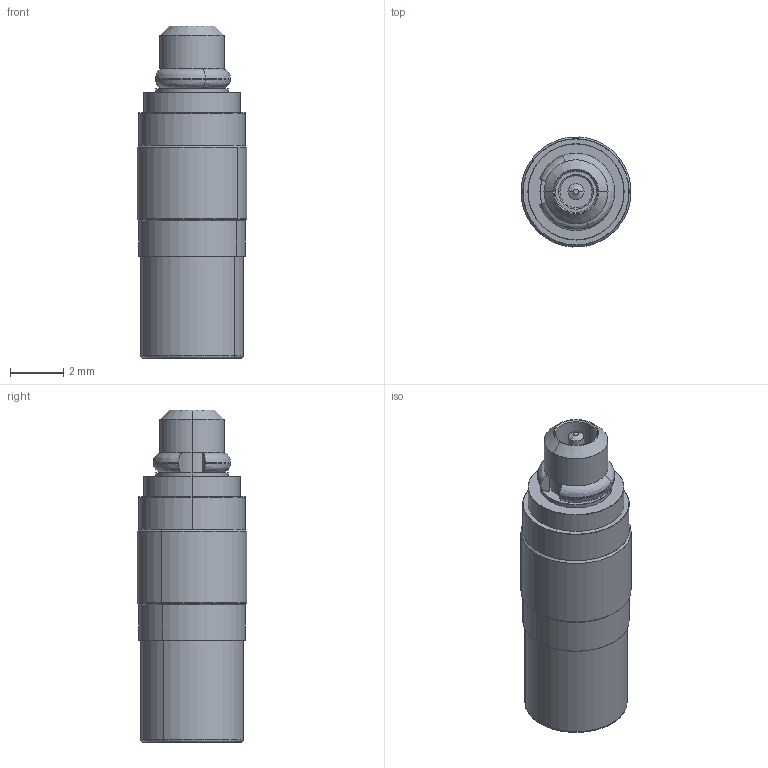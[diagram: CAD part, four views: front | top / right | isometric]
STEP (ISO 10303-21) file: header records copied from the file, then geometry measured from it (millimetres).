
FILE_DESCRIPTION (( 'STEP AP203' ), '1' );
FILE_NAME ('FMAD1308_3D.STEP', '2022-03-18T19:00:56', ( '' ), ( '' ), 'SwSTEP 2.0', 'SolidWorks 2021', '' );
FILE_SCHEMA (( 'CONFIG_CONTROL_DESIGN' ));
Length unit declared in the file: inch
Products named in the file (5): Copy of MMCX ring^FMAD1308; Copy of MMCX Jack^FMAD1308; Copy of MMCX Plug_body^FMAD1308; Copy of Contact MMCX Plug^FMAD1308; FMAD1308_3D
Assembly tree (4 placements, depth 2):
  FMAD1308_3D
    Copy of MMCX Plug_body^FMAD1308
    Copy of MMCX Jack^FMAD1308
    Copy of MMCX ring^FMAD1308
    Copy of Contact MMCX Plug^FMAD1308
Bounding box: 4.12 x 4.12 x 12.44 mm (x, y, z)
Volume: 120.5 mm3; surface area: 256.1 mm2
Topology: 4 solids, 4 shells, 126 faces, 272 edges, 167 vertices
Faces by surface type: cylinder 50, plane 29, cone 23, torus 12, bspline 12
Entity records: 4288 total; most frequent: CARTESIAN_POINT 940, DIRECTION 665, ORIENTED_EDGE 544, AXIS2_PLACEMENT_3D 288, EDGE_CURVE 272, CIRCLE 167, VERTEX_POINT 167, EDGE_LOOP 143
